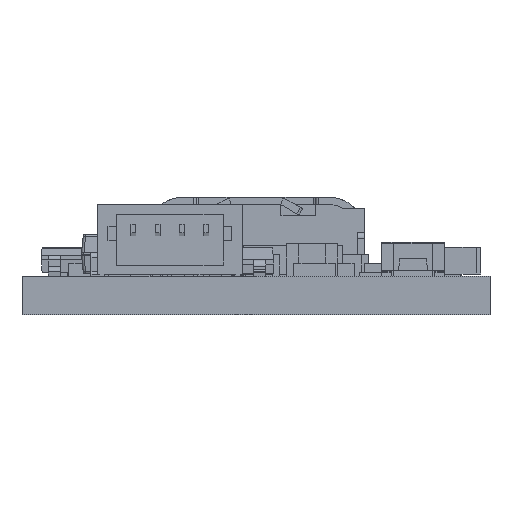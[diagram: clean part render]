
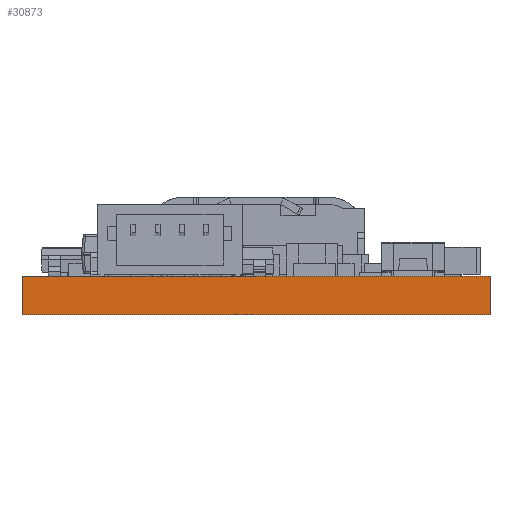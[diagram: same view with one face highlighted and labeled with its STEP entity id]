
A CAD part, front view. The second image highlights one B-rep face of the part: STEP entity #30873.
In plain terms, the highlighted planar face has unit normal (0, -1, 0).
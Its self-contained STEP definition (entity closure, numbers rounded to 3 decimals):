
#2906 = ORIENTED_EDGE ( 'NONE', *, *, #48005, .T. ) ;
#2923 = VECTOR ( 'NONE', #59130, 1000. ) ;
#5197 = ORIENTED_EDGE ( 'NONE', *, *, #82009, .F. ) ;
#8196 = CARTESIAN_POINT ( 'NONE',  ( 209.804, 381., 1.575 ) ) ;
#8915 = ORIENTED_EDGE ( 'NONE', *, *, #91208, .F. ) ;
#8990 = VECTOR ( 'NONE', #20912, 1000. ) ;
#9359 = CARTESIAN_POINT ( 'NONE',  ( 209.804, 381., 1.575 ) ) ;
#14116 = DIRECTION ( 'NONE',  ( 1., 0., 0. ) ) ;
#18396 = VERTEX_POINT ( 'NONE', #9359 ) ;
#20912 = DIRECTION ( 'NONE',  ( 1., 0., 0. ) ) ;
#22975 = DIRECTION ( 'NONE',  ( 0., 0., -1. ) ) ;
#23496 = CARTESIAN_POINT ( 'NONE',  ( 190.5, 381., 1.575 ) ) ;
#25043 = ORIENTED_EDGE ( 'NONE', *, *, #74269, .T. ) ;
#26398 = EDGE_LOOP ( 'NONE', ( #2906, #8915, #5197, #25043 ) ) ;
#28369 = CARTESIAN_POINT ( 'NONE',  ( 190.5, 381., 0. ) ) ;
#28712 = CARTESIAN_POINT ( 'NONE',  ( 190.5, 381., 1.575 ) ) ;
#30873 = ADVANCED_FACE ( 'NONE', ( #44765 ), #73273, .F. ) ;
#31530 = LINE ( 'NONE', #23496, #2923 ) ;
#31534 = VECTOR ( 'NONE', #22975, 1000. ) ;
#37174 = DIRECTION ( 'NONE',  ( 0., 0., 1. ) ) ;
#42726 = CARTESIAN_POINT ( 'NONE',  ( 209.804, 381., 1.575 ) ) ;
#44765 = FACE_OUTER_BOUND ( 'NONE', #26398, .T. ) ;
#47995 = CARTESIAN_POINT ( 'NONE',  ( 209.804, 381., 0. ) ) ;
#48005 = EDGE_CURVE ( 'NONE', #69766, #65875, #88148, .T. ) ;
#52427 = DIRECTION ( 'NONE',  ( 0., 1., 0. ) ) ;
#52950 = CARTESIAN_POINT ( 'NONE',  ( 209.804, 381., 1.575 ) ) ;
#58423 = LINE ( 'NONE', #42726, #8990 ) ;
#58718 = CARTESIAN_POINT ( 'NONE',  ( 209.804, 381., 0. ) ) ;
#59130 = DIRECTION ( 'NONE',  ( 0., 0., -1. ) ) ;
#60023 = LINE ( 'NONE', #52950, #31534 ) ;
#65875 = VERTEX_POINT ( 'NONE', #47995 ) ;
#69766 = VERTEX_POINT ( 'NONE', #28369 ) ;
#72100 = VERTEX_POINT ( 'NONE', #28712 ) ;
#73273 = PLANE ( 'NONE',  #81439 ) ;
#73642 = VECTOR ( 'NONE', #14116, 1000. ) ;
#74269 = EDGE_CURVE ( 'NONE', #72100, #69766, #31530, .T. ) ;
#81439 = AXIS2_PLACEMENT_3D ( 'NONE', #8196, #52427, #37174 ) ;
#82009 = EDGE_CURVE ( 'NONE', #72100, #18396, #58423, .T. ) ;
#88148 = LINE ( 'NONE', #58718, #73642 ) ;
#91208 = EDGE_CURVE ( 'NONE', #18396, #65875, #60023, .T. ) ;
